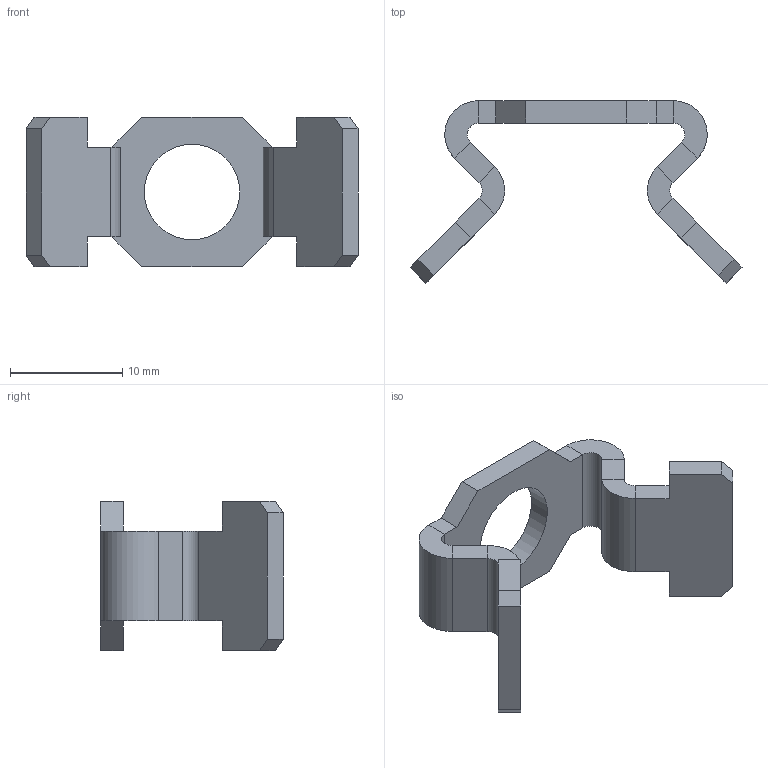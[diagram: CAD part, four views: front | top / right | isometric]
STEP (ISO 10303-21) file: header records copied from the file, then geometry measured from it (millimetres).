
FILE_DESCRIPTION(/* description */ ('Staffa antirotazione per profili serie PS'),/* implementation_level */ '2;1');
FILE_NAME(/* name */ 'PCS45-80.stp',/* time_stamp */ '2022-08-26T07:35:26+02:00',/* author */ ('daniele.berto'),/* organization */ (''),/* preprocessor_version */ 'ST-DEVELOPER v18.1',/* originating_system */ 'Autodesk Inventor 2021',/* authorisation */ '');
FILE_SCHEMA (('CONFIG_CONTROL_DESIGN'));
Length unit declared in the file: millimetre
Products named in the file (1): PCS45-80
Bounding box: 29.61 x 16.27 x 13.3 mm (x, y, z)
Volume: 1033.1 mm3; surface area: 1391.6 mm2
Topology: 1 solids, 1 shells, 59 faces, 139 edges, 82 vertices
Faces by surface type: plane 50, cylinder 9
Full cylindrical faces by diameter (mm): 8.5 x1
Entity records: 1680 total; most frequent: CARTESIAN_POINT 281, ORIENTED_EDGE 278, DIRECTION 277, EDGE_CURVE 139, LINE 121, VECTOR 121, VERTEX_POINT 82, AXIS2_PLACEMENT_3D 78
